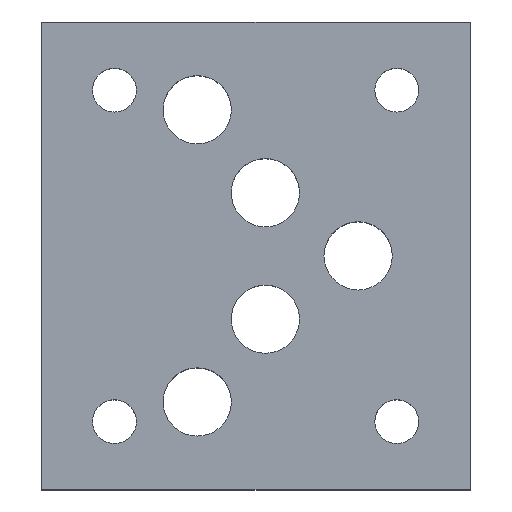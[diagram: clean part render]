
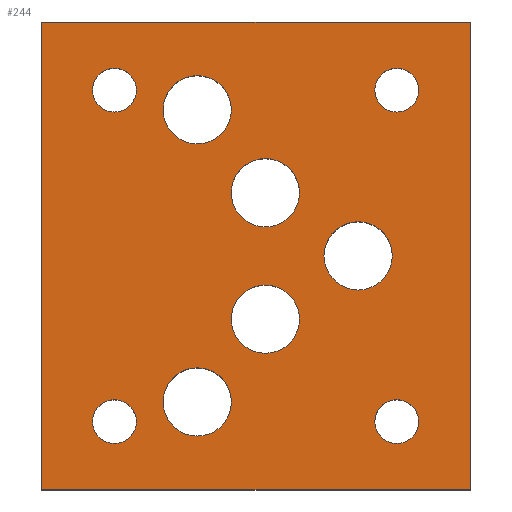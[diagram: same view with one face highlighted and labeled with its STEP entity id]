
A CAD part, top view. The second image highlights one B-rep face of the part: STEP entity #244.
In plain terms, the highlighted planar face has unit normal (0, 0, 1).
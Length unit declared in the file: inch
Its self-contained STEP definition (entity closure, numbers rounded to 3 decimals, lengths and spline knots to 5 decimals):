
#244 = ADVANCED_FACE( '', ( #629, #630, #631, #632, #633, #634, #635, #636, #637, #638 ), #639, .T. );
#629 = FACE_BOUND( '', #1198, .T. );
#630 = FACE_BOUND( '', #1199, .T. );
#631 = FACE_BOUND( '', #1200, .T. );
#632 = FACE_BOUND( '', #1201, .T. );
#633 = FACE_BOUND( '', #1202, .T. );
#634 = FACE_BOUND( '', #1203, .T. );
#635 = FACE_BOUND( '', #1204, .T. );
#636 = FACE_BOUND( '', #1205, .T. );
#637 = FACE_BOUND( '', #1206, .T. );
#638 = FACE_OUTER_BOUND( '', #1207, .T. );
#639 = PLANE( '', #1208 );
#1198 = EDGE_LOOP( '', ( #1888 ) );
#1199 = EDGE_LOOP( '', ( #1889 ) );
#1200 = EDGE_LOOP( '', ( #1890 ) );
#1201 = EDGE_LOOP( '', ( #1891 ) );
#1202 = EDGE_LOOP( '', ( #1892 ) );
#1203 = EDGE_LOOP( '', ( #1893 ) );
#1204 = EDGE_LOOP( '', ( #1894 ) );
#1205 = EDGE_LOOP( '', ( #1895 ) );
#1206 = EDGE_LOOP( '', ( #1896 ) );
#1207 = EDGE_LOOP( '', ( #1897, #1898, #1899, #1900 ) );
#1208 = AXIS2_PLACEMENT_3D( '', #1901, #1902, #1903 );
#1888 = ORIENTED_EDGE( '', *, *, #3205, .F. );
#1889 = ORIENTED_EDGE( '', *, *, #3312, .F. );
#1890 = ORIENTED_EDGE( '', *, *, #3279, .F. );
#1891 = ORIENTED_EDGE( '', *, *, #3313, .F. );
#1892 = ORIENTED_EDGE( '', *, *, #3314, .T. );
#1893 = ORIENTED_EDGE( '', *, *, #3315, .T. );
#1894 = ORIENTED_EDGE( '', *, *, #3188, .T. );
#1895 = ORIENTED_EDGE( '', *, *, #3316, .T. );
#1896 = ORIENTED_EDGE( '', *, *, #3317, .T. );
#1897 = ORIENTED_EDGE( '', *, *, #3318, .T. );
#1898 = ORIENTED_EDGE( '', *, *, #3319, .T. );
#1899 = ORIENTED_EDGE( '', *, *, #3320, .T. );
#1900 = ORIENTED_EDGE( '', *, *, #3321, .T. );
#1901 = CARTESIAN_POINT( '', ( 0., 0., 1. ) );
#1902 = DIRECTION( '', ( 0., 0., 1. ) );
#1903 = DIRECTION( '', ( 1., 0., 0. ) );
#3188 = EDGE_CURVE( '', #3777, #3777, #3778, .T. );
#3205 = EDGE_CURVE( '', #3807, #3807, #3808, .T. );
#3279 = EDGE_CURVE( '', #3935, #3935, #3936, .T. );
#3312 = EDGE_CURVE( '', #3993, #3993, #3994, .T. );
#3313 = EDGE_CURVE( '', #3995, #3995, #3996, .T. );
#3314 = EDGE_CURVE( '', #3997, #3997, #3998, .T. );
#3315 = EDGE_CURVE( '', #3999, #3999, #4000, .T. );
#3316 = EDGE_CURVE( '', #4001, #4001, #4002, .T. );
#3317 = EDGE_CURVE( '', #4003, #4003, #4004, .T. );
#3318 = EDGE_CURVE( '', #4005, #4006, #4007, .T. );
#3319 = EDGE_CURVE( '', #4006, #4008, #4009, .T. );
#3320 = EDGE_CURVE( '', #4008, #4010, #4011, .T. );
#3321 = EDGE_CURVE( '', #4010, #4005, #4012, .T. );
#3777 = VERTEX_POINT( '', #4653 );
#3778 = CIRCLE( '', #4654, 0.219 );
#3807 = VERTEX_POINT( '', #4693 );
#3808 = CIRCLE( '', #4694, 0.1405 );
#3935 = VERTEX_POINT( '', #4865 );
#3936 = CIRCLE( '', #4866, 0.1405 );
#3993 = VERTEX_POINT( '', #4942 );
#3994 = CIRCLE( '', #4943, 0.1405 );
#3995 = VERTEX_POINT( '', #4944 );
#3996 = CIRCLE( '', #4945, 0.1405 );
#3997 = VERTEX_POINT( '', #4946 );
#3998 = CIRCLE( '', #4947, 0.219 );
#3999 = VERTEX_POINT( '', #4948 );
#4000 = CIRCLE( '', #4949, 0.219 );
#4001 = VERTEX_POINT( '', #4950 );
#4002 = CIRCLE( '', #4951, 0.219 );
#4003 = VERTEX_POINT( '', #4952 );
#4004 = CIRCLE( '', #4953, 0.219 );
#4005 = VERTEX_POINT( '', #4954 );
#4006 = VERTEX_POINT( '', #4955 );
#4007 = LINE( '', #4956, #4957 );
#4008 = VERTEX_POINT( '', #4958 );
#4009 = LINE( '', #4959, #4960 );
#4010 = VERTEX_POINT( '', #4961 );
#4011 = LINE( '', #4962, #4963 );
#4012 = LINE( '', #4964, #4965 );
#4653 = CARTESIAN_POINT( '', ( 0.779, 2.437, 1. ) );
#4654 = AXIS2_PLACEMENT_3D( '', #5837, #5838, #5839 );
#4693 = CARTESIAN_POINT( '', ( 2.4185, 0.437, 1. ) );
#4694 = AXIS2_PLACEMENT_3D( '', #5856, #5857, #5858 );
#4865 = CARTESIAN_POINT( '', ( 0.6075, 2.563, 1. ) );
#4866 = AXIS2_PLACEMENT_3D( '', #5942, #5943, #5944 );
#4942 = CARTESIAN_POINT( '', ( 0.6075, 0.437, 1. ) );
#4943 = AXIS2_PLACEMENT_3D( '', #5985, #5986, #5987 );
#4944 = CARTESIAN_POINT( '', ( 2.4185, 2.563, 1. ) );
#4945 = AXIS2_PLACEMENT_3D( '', #5988, #5989, #5990 );
#4946 = CARTESIAN_POINT( '', ( 0.779, 0.563, 1. ) );
#4947 = AXIS2_PLACEMENT_3D( '', #5991, #5992, #5993 );
#4948 = CARTESIAN_POINT( '', ( 1.216, 1.094, 1. ) );
#4949 = AXIS2_PLACEMENT_3D( '', #5994, #5995, #5996 );
#4950 = CARTESIAN_POINT( '', ( 1.216, 1.905, 1. ) );
#4951 = AXIS2_PLACEMENT_3D( '', #5997, #5998, #5999 );
#4952 = CARTESIAN_POINT( '', ( 1.811, 1.5, 1. ) );
#4953 = AXIS2_PLACEMENT_3D( '', #6000, #6001, #6002 );
#4954 = CARTESIAN_POINT( '', ( 2.75, 3., 1. ) );
#4955 = CARTESIAN_POINT( '', ( 0., 3., 1. ) );
#4956 = CARTESIAN_POINT( '', ( 2.75, 3., 1. ) );
#4957 = VECTOR( '', #6003, 39.37008 );
#4958 = CARTESIAN_POINT( '', ( 0., 0., 1. ) );
#4959 = CARTESIAN_POINT( '', ( 0., 3., 1. ) );
#4960 = VECTOR( '', #6004, 39.37008 );
#4961 = CARTESIAN_POINT( '', ( 2.75, 0., 1. ) );
#4962 = CARTESIAN_POINT( '', ( 0., 0., 1. ) );
#4963 = VECTOR( '', #6005, 39.37008 );
#4964 = CARTESIAN_POINT( '', ( 2.75, 0., 1. ) );
#4965 = VECTOR( '', #6006, 39.37008 );
#5837 = CARTESIAN_POINT( '', ( 0.998, 2.437, 1. ) );
#5838 = DIRECTION( '', ( 0., 0., -1. ) );
#5839 = DIRECTION( '', ( -1., 0., 0. ) );
#5856 = CARTESIAN_POINT( '', ( 2.278, 0.437, 1. ) );
#5857 = DIRECTION( '', ( 0., 0., 1. ) );
#5858 = DIRECTION( '', ( 1., 0., 0. ) );
#5942 = CARTESIAN_POINT( '', ( 0.467, 2.563, 1. ) );
#5943 = DIRECTION( '', ( 0., 0., 1. ) );
#5944 = DIRECTION( '', ( 1., 0., 0. ) );
#5985 = CARTESIAN_POINT( '', ( 0.467, 0.437, 1. ) );
#5986 = DIRECTION( '', ( 0., 0., 1. ) );
#5987 = DIRECTION( '', ( 1., 0., 0. ) );
#5988 = CARTESIAN_POINT( '', ( 2.278, 2.563, 1. ) );
#5989 = DIRECTION( '', ( 0., 0., 1. ) );
#5990 = DIRECTION( '', ( 1., 0., 0. ) );
#5991 = CARTESIAN_POINT( '', ( 0.998, 0.563, 1. ) );
#5992 = DIRECTION( '', ( 0., 0., -1. ) );
#5993 = DIRECTION( '', ( -1., 0., 0. ) );
#5994 = CARTESIAN_POINT( '', ( 1.435, 1.094, 1. ) );
#5995 = DIRECTION( '', ( 0., 0., -1. ) );
#5996 = DIRECTION( '', ( -1., 0., 0. ) );
#5997 = CARTESIAN_POINT( '', ( 1.435, 1.905, 1. ) );
#5998 = DIRECTION( '', ( 0., 0., -1. ) );
#5999 = DIRECTION( '', ( -1., 0., 0. ) );
#6000 = CARTESIAN_POINT( '', ( 2.03, 1.5, 1. ) );
#6001 = DIRECTION( '', ( 0., 0., -1. ) );
#6002 = DIRECTION( '', ( -1., 0., 0. ) );
#6003 = DIRECTION( '', ( -1., 0., 0. ) );
#6004 = DIRECTION( '', ( 0., -1., 0. ) );
#6005 = DIRECTION( '', ( 1., 0., 0. ) );
#6006 = DIRECTION( '', ( 0., 1., 0. ) );
